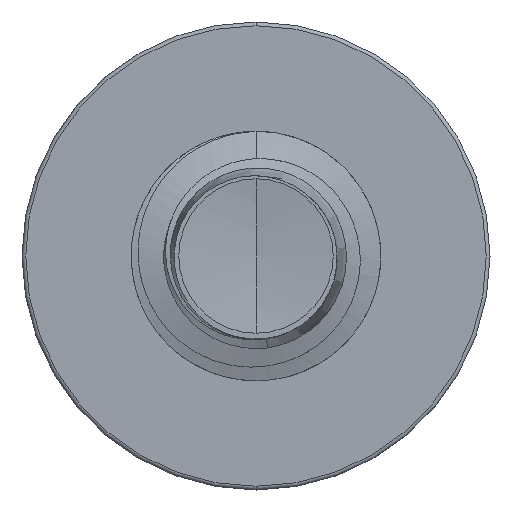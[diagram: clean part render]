
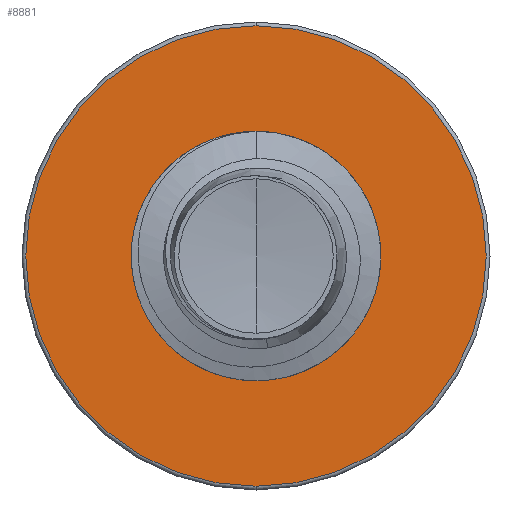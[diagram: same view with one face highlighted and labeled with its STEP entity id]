
A CAD part, front view. The second image highlights one B-rep face of the part: STEP entity #8881.
In plain terms, the highlighted planar face has unit normal (0, -1, 0).
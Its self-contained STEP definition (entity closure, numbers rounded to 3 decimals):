
#617 = CARTESIAN_POINT ( 'NONE',  ( 0., 2., 0.799 ) ) ;
#650 = AXIS2_PLACEMENT_3D ( 'NONE', #4853, #9527, #5707 ) ;
#747 = AXIS2_PLACEMENT_3D ( 'NONE', #7080, #3064, #8350 ) ;
#754 = FACE_OUTER_BOUND ( 'NONE', #1042, .T. ) ;
#769 = AXIS2_PLACEMENT_3D ( 'NONE', #1993, #7707, #2987 ) ;
#1042 = EDGE_LOOP ( 'NONE', ( #10278, #9875 ) ) ;
#1300 = AXIS2_PLACEMENT_3D ( 'NONE', #1527, #1511, #1509 ) ;
#1509 = DIRECTION ( 'NONE',  ( 0., 0., 1. ) ) ;
#1511 = DIRECTION ( 'NONE',  ( 0., 1., 0. ) ) ;
#1527 = CARTESIAN_POINT ( 'NONE',  ( 0., 2., 0. ) ) ;
#1543 = DIRECTION ( 'NONE',  ( 0., 0., 1. ) ) ;
#1556 = DIRECTION ( 'NONE',  ( 0., 1., 0. ) ) ;
#1612 = CARTESIAN_POINT ( 'NONE',  ( 0., 2., 0. ) ) ;
#1663 = AXIS2_PLACEMENT_3D ( 'NONE', #1612, #1556, #1543 ) ;
#1993 = CARTESIAN_POINT ( 'NONE',  ( 0., 2., 0. ) ) ;
#2844 = CARTESIAN_POINT ( 'NONE',  ( 0., 2., -1.476 ) ) ;
#2987 = DIRECTION ( 'NONE',  ( 0., 0., 1. ) ) ;
#3064 = DIRECTION ( 'NONE',  ( 0., 1., 0. ) ) ;
#4044 = CARTESIAN_POINT ( 'NONE',  ( 0., 2., -0.799 ) ) ;
#4853 = CARTESIAN_POINT ( 'NONE',  ( 0., 2., 0. ) ) ;
#4964 = CIRCLE ( 'NONE', #1300, 0.799 ) ;
#5557 = VERTEX_POINT ( 'NONE', #7790 ) ;
#5707 = DIRECTION ( 'NONE',  ( 0., 0., 1. ) ) ;
#6729 = CIRCLE ( 'NONE', #769, 0.799 ) ;
#7080 = CARTESIAN_POINT ( 'NONE',  ( 0., 2., -0.799 ) ) ;
#7591 = EDGE_LOOP ( 'NONE', ( #9004, #10043 ) ) ;
#7707 = DIRECTION ( 'NONE',  ( 0., 1., 0. ) ) ;
#7757 = PLANE ( 'NONE',  #747 ) ;
#7790 = CARTESIAN_POINT ( 'NONE',  ( 0., 2., 1.476 ) ) ;
#7815 = VERTEX_POINT ( 'NONE', #4044 ) ;
#7988 = VERTEX_POINT ( 'NONE', #2844 ) ;
#8080 = EDGE_CURVE ( 'NONE', #5557, #7988, #9018, .T. ) ;
#8350 = DIRECTION ( 'NONE',  ( 0., 0., 1. ) ) ;
#8516 = EDGE_CURVE ( 'NONE', #7815, #8793, #4964, .T. ) ;
#8793 = VERTEX_POINT ( 'NONE', #617 ) ;
#8881 = ADVANCED_FACE ( 'NONE', ( #754, #8919 ), #7757, .F. ) ;
#8919 = FACE_BOUND ( 'NONE', #7591, .T. ) ;
#8964 = EDGE_CURVE ( 'NONE', #8793, #7815, #6729, .T. ) ;
#8972 = EDGE_CURVE ( 'NONE', #7988, #5557, #10086, .T. ) ;
#9004 = ORIENTED_EDGE ( 'NONE', *, *, #8964, .T. ) ;
#9018 = CIRCLE ( 'NONE', #1663, 1.476 ) ;
#9527 = DIRECTION ( 'NONE',  ( 0., 1., 0. ) ) ;
#9875 = ORIENTED_EDGE ( 'NONE', *, *, #8972, .F. ) ;
#10043 = ORIENTED_EDGE ( 'NONE', *, *, #8516, .T. ) ;
#10086 = CIRCLE ( 'NONE', #650, 1.476 ) ;
#10278 = ORIENTED_EDGE ( 'NONE', *, *, #8080, .F. ) ;
